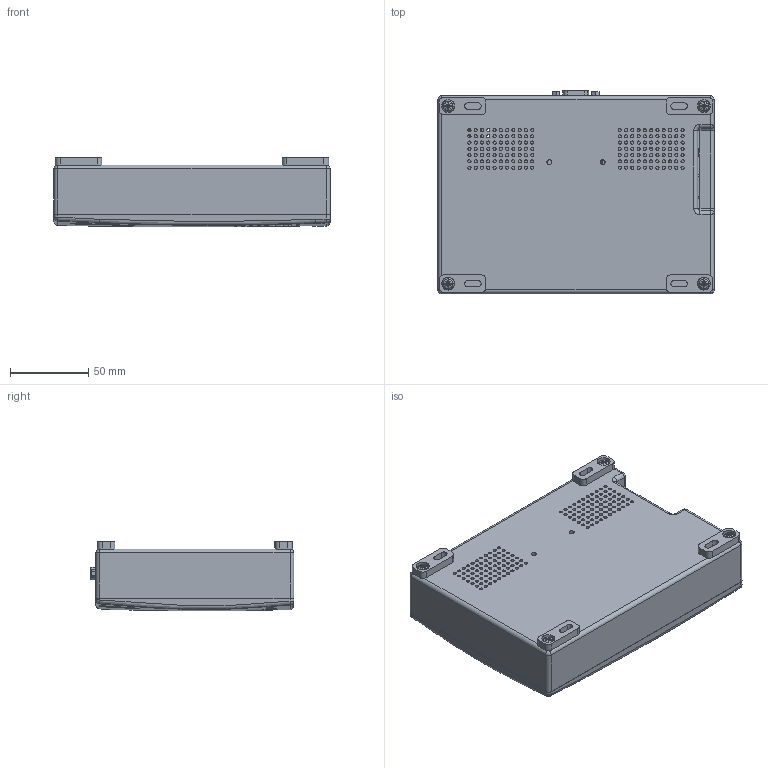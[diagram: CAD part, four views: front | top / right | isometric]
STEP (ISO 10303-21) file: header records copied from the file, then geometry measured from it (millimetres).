
FILE_DESCRIPTION (( 'STEP AP214' ), '1' );
FILE_NAME ('ЛВФБ.421457.004_АПК_3D_Rev1.1.STEP', '2024-04-09T07:04:35', ( '' ), ( '' ), 'SwSTEP 2.0', 'SolidWorks 2022', '' );
FILE_SCHEMA (( 'AUTOMOTIVE_DESIGN' ));
Length unit declared in the file: millimetre
Products named in the file (9): Monoblock Body Face_Monoblock; Pan Head Cross-Recessed Self Tapping Screw DIN 7981_3.9mmX16mm; ЛВФБ.421457.004_АПК_3D_Rev1.1; MS Controller v2_External; MSController with Rock Pi 4_External; MSController_v3.0_External; heatsink-1225-al-1_00; Monoblock Body Back_Monoblock; Wall-mounting bracket_00
Assembly tree (14 placements, depth 3):
  ЛВФБ.421457.004_АПК_3D_Rev1.1
    Monoblock Body Back_Monoblock
    Monoblock Body Face_Monoblock
    MS Controller v2_External
      MSController with Rock Pi 4_External
      MSController_v3.0_External
      heatsink-1225-al-1_00
    Wall-mounting bracket_00  x4
    Pan Head Cross-Recessed Self Tapping Screw DIN 7981_3.9mmX16mm  x4
Bounding box: 176 x 129.92 x 44.38 mm (x, y, z)
Volume: 176005.1 mm3; surface area: 179060.8 mm2
Topology: 27 solids, 32 shells, 4031 faces, 10798 edges, 6898 vertices
Faces by surface type: plane 2199, cylinder 1098, bspline 518, torus 92, sphere 90, cone 34
Entity records: 155356 total; most frequent: CARTESIAN_POINT 41872, ORIENTED_EDGE 20116, DIRECTION 17359, EDGE_CURVE 10106, VECTOR 6705, LINE 6705, VERTEX_POINT 6508, AXIS2_PLACEMENT_3D 5327
